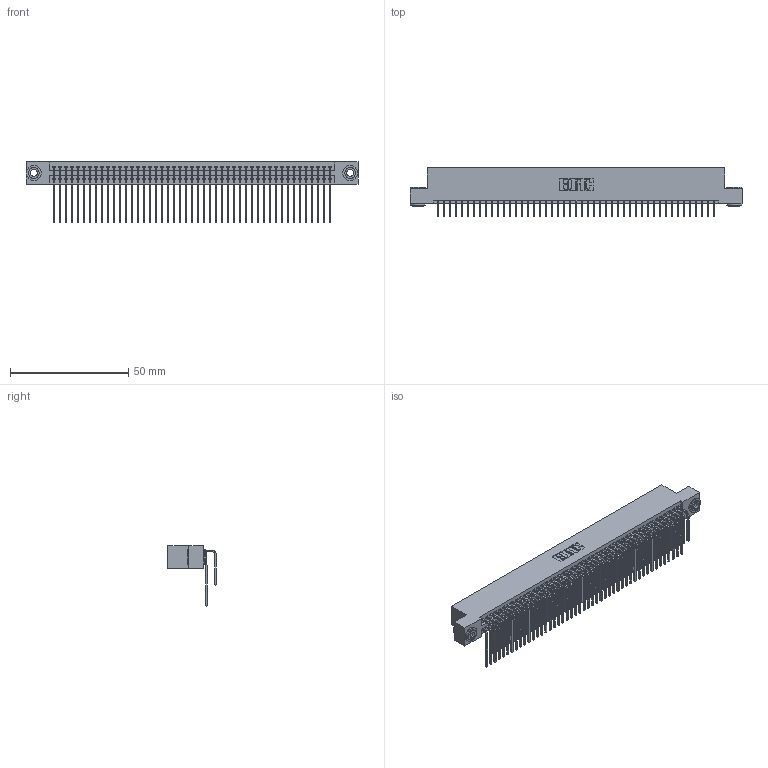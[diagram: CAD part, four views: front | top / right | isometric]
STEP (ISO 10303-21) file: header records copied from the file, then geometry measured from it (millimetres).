
FILE_DESCRIPTION (( 'STEP AP203' ), '1' );
FILE_NAME ('395-094-559-203.STEP', '2018-11-29T14:09:25', ( '' ), ( '' ), 'SwSTEP 2.0', 'SolidWorks 2016', '' );
FILE_SCHEMA (( 'CONFIG_CONTROL_DESIGN' ));
Length unit declared in the file: inch
Products named in the file (5): 345-292-001_559 Tail - 2; 345 Part_Flush Mounting Lugs - 0.156 Dia-TH; 345-292-001_558 559 Tail - 1; 345-250-002_345-250-002-102; 395-094-559-203
Assembly tree (97 placements, depth 2):
  395-094-559-203
    345 Part_Flush Mounting Lugs - 0.156 Dia-TH
    345-292-001_558 559 Tail - 1  x47
    345-292-001_559 Tail - 2  x47
    345-250-002_345-250-002-102  x2
Bounding box: 140.59 x 20.56 x 25.53 mm (x, y, z)
Volume: 14265 mm3; surface area: 23937.7 mm2
Topology: 97 solids, 97 shells, 5052 faces, 14987 edges, 9862 vertices
Faces by surface type: plane 3380, cylinder 1664, cone 8
Entity records: 38506 total; most frequent: CARTESIAN_POINT 6470, ORIENTED_EDGE 6346, DIRECTION 5703, EDGE_CURVE 3173, LINE 2789, VECTOR 2789, VERTEX_POINT 2110, AXIS2_PLACEMENT_3D 1457
